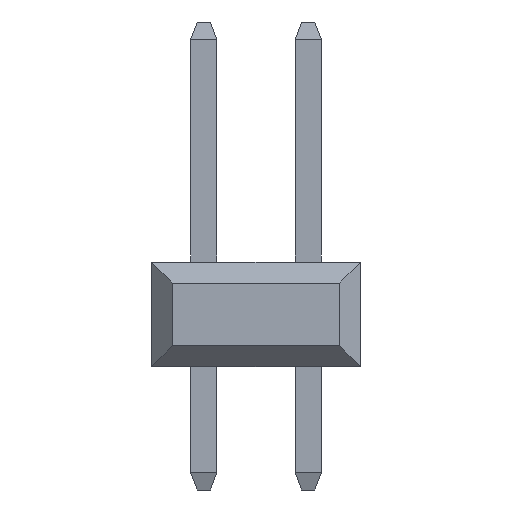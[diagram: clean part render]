
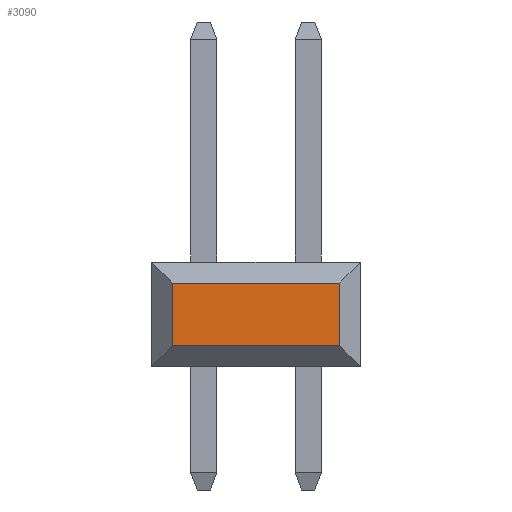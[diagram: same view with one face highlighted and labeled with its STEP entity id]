
A CAD part, left-side view. The second image highlights one B-rep face of the part: STEP entity #3090.
In plain terms, the highlighted planar face has unit normal (-1, 0, 0).
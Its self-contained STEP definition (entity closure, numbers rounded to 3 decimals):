
#240=FACE_OUTER_BOUND('',#442,.T.);
#442=EDGE_LOOP('',(#2683,#2684,#2685,#2686));
#838=LINE('',#4949,#1242);
#841=LINE('',#4955,#1245);
#845=LINE('',#4960,#1249);
#846=LINE('',#4962,#1250);
#1242=VECTOR('',#4112,10.);
#1245=VECTOR('',#4117,10.);
#1249=VECTOR('',#4123,10.);
#1250=VECTOR('',#4126,10.);
#1471=VERTEX_POINT('',#4947);
#1472=VERTEX_POINT('',#4948);
#1473=VERTEX_POINT('',#4953);
#1474=VERTEX_POINT('',#4954);
#1870=EDGE_CURVE('',#1471,#1472,#838,.T.);
#1873=EDGE_CURVE('',#1473,#1474,#841,.T.);
#1877=EDGE_CURVE('',#1474,#1471,#845,.T.);
#1878=EDGE_CURVE('',#1472,#1473,#846,.T.);
#2683=ORIENTED_EDGE('',*,*,#1873,.F.);
#2684=ORIENTED_EDGE('',*,*,#1878,.F.);
#2685=ORIENTED_EDGE('',*,*,#1870,.F.);
#2686=ORIENTED_EDGE('',*,*,#1877,.F.);
#2888=PLANE('',#3317);
#3090=ADVANCED_FACE('',(#240),#2888,.F.);
#3317=AXIS2_PLACEMENT_3D('',#4964,#4129,#4130);
#4112=DIRECTION('',(0.,0.,1.));
#4117=DIRECTION('',(0.,0.,-1.));
#4123=DIRECTION('',(0.,1.,0.));
#4126=DIRECTION('',(0.,-1.,0.));
#4129=DIRECTION('center_axis',(1.,0.,0.));
#4130=DIRECTION('ref_axis',(0.,0.,-1.));
#4947=CARTESIAN_POINT('',(-1.27,0.762,0.508));
#4948=CARTESIAN_POINT('',(-1.27,0.762,2.032));
#4949=CARTESIAN_POINT('',(-1.27,0.762,0.635));
#4953=CARTESIAN_POINT('',(-1.27,-3.302,2.032));
#4954=CARTESIAN_POINT('',(-1.27,-3.302,0.508));
#4955=CARTESIAN_POINT('',(-1.27,-3.302,1.905));
#4960=CARTESIAN_POINT('',(-1.27,-2.54,0.508));
#4962=CARTESIAN_POINT('',(-1.27,0.,2.032));
#4964=CARTESIAN_POINT('Origin',(-1.27,-1.27,1.27));
